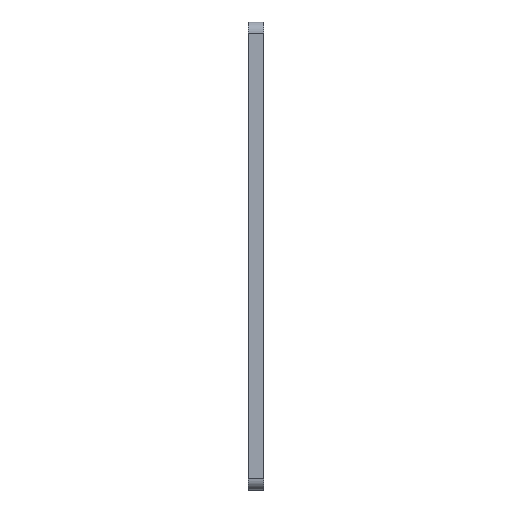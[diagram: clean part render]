
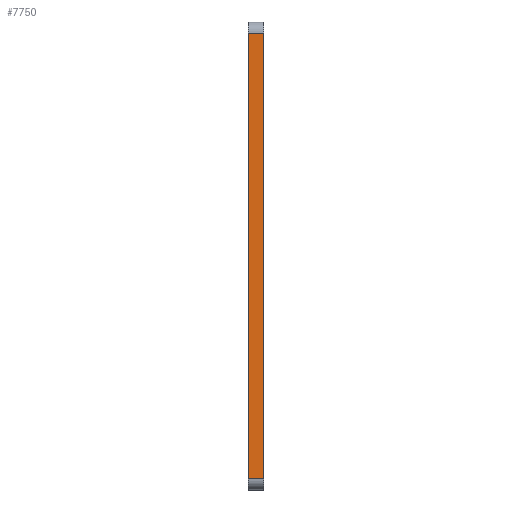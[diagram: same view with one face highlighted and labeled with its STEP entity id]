
A CAD part, left-side view. The second image highlights one B-rep face of the part: STEP entity #7750.
In plain terms, the highlighted planar face has unit normal (-1, 0, 0).
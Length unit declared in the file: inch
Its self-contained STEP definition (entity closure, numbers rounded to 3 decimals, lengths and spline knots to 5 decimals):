
#50 = FACE_OUTER_BOUND ( 'NONE', #8513, .T. ) ;
#124 = AXIS2_PLACEMENT_3D ( 'NONE', #3666, #9509, #4516 ) ;
#605 = ORIENTED_EDGE ( 'NONE', *, *, #881, .T. ) ;
#621 = VECTOR ( 'NONE', #7547, 39.37008 ) ;
#733 = VERTEX_POINT ( 'NONE', #9687 ) ;
#881 = EDGE_CURVE ( 'NONE', #4510, #733, #6656, .T. ) ;
#1157 = PLANE ( 'NONE',  #124 ) ;
#1630 = CARTESIAN_POINT ( 'NONE',  ( -0.5, 0.1875, -0.13 ) ) ;
#1787 = DIRECTION ( 'NONE',  ( 0., 0., 1. ) ) ;
#1809 = VECTOR ( 'NONE', #2827, 39.37008 ) ;
#2111 = CARTESIAN_POINT ( 'NONE',  ( -0.5, 0.1875, -5.37 ) ) ;
#2215 = DIRECTION ( 'NONE',  ( 0., 1., 0. ) ) ;
#2449 = EDGE_CURVE ( 'NONE', #733, #5461, #4890, .T. ) ;
#2503 = VECTOR ( 'NONE', #2215, 39.37008 ) ;
#2827 = DIRECTION ( 'NONE',  ( 0., -1., 0. ) ) ;
#2987 = VERTEX_POINT ( 'NONE', #8646 ) ;
#3162 = CARTESIAN_POINT ( 'NONE',  ( -0.5, 0., -0.13 ) ) ;
#3373 = ORIENTED_EDGE ( 'NONE', *, *, #7589, .T. ) ;
#3438 = EDGE_CURVE ( 'NONE', #5461, #2987, #8976, .T. ) ;
#3538 = VECTOR ( 'NONE', #1787, 39.37008 ) ;
#3666 = CARTESIAN_POINT ( 'NONE',  ( -0.5, 0., 0. ) ) ;
#4510 = VERTEX_POINT ( 'NONE', #3162 ) ;
#4516 = DIRECTION ( 'NONE',  ( 0., 0., 1. ) ) ;
#4813 = CARTESIAN_POINT ( 'NONE',  ( -0.5, 0.1875, 0. ) ) ;
#4890 = LINE ( 'NONE', #4813, #621 ) ;
#5461 = VERTEX_POINT ( 'NONE', #2111 ) ;
#6383 = ORIENTED_EDGE ( 'NONE', *, *, #2449, .T. ) ;
#6656 = LINE ( 'NONE', #1630, #2503 ) ;
#7547 = DIRECTION ( 'NONE',  ( 0., 0., -1. ) ) ;
#7589 = EDGE_CURVE ( 'NONE', #2987, #4510, #9925, .T. ) ;
#7750 = ADVANCED_FACE ( 'NONE', ( #50 ), #1157, .T. ) ;
#8460 = CARTESIAN_POINT ( 'NONE',  ( -0.5, 0., -5.5 ) ) ;
#8513 = EDGE_LOOP ( 'NONE', ( #3373, #605, #6383, #9789 ) ) ;
#8646 = CARTESIAN_POINT ( 'NONE',  ( -0.5, 0., -5.37 ) ) ;
#8976 = LINE ( 'NONE', #10529, #1809 ) ;
#9509 = DIRECTION ( 'NONE',  ( -1., 0., 0. ) ) ;
#9687 = CARTESIAN_POINT ( 'NONE',  ( -0.5, 0.1875, -0.13 ) ) ;
#9789 = ORIENTED_EDGE ( 'NONE', *, *, #3438, .T. ) ;
#9925 = LINE ( 'NONE', #8460, #3538 ) ;
#10529 = CARTESIAN_POINT ( 'NONE',  ( -0.5, 0., -5.37 ) ) ;
